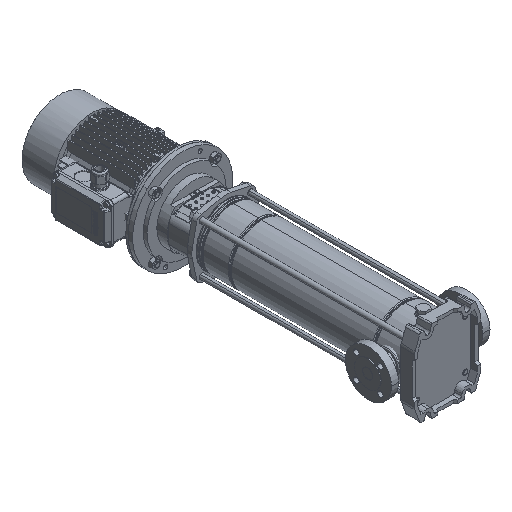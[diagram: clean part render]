
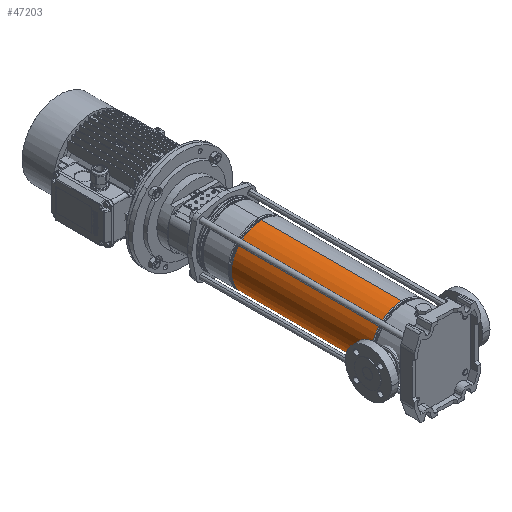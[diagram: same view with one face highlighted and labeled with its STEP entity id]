
A CAD part, isometric view. The second image highlights one B-rep face of the part: STEP entity #47203.
In plain terms, the highlighted cylindrical face has radius 74.9 mm (diameter 149.8 mm), a partial arc.
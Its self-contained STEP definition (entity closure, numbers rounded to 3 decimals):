
#801 = DIRECTION ( 'NONE',  ( 0., 0., -1. ) ) ;
#2025 = AXIS2_PLACEMENT_3D ( 'NONE', #62619, #35086, #5766 ) ;
#4469 = VERTEX_POINT ( 'NONE', #23684 ) ;
#4621 = ORIENTED_EDGE ( 'NONE', *, *, #65830, .F. ) ;
#5766 = DIRECTION ( 'NONE',  ( 1., 0., 0. ) ) ;
#6595 = LINE ( 'NONE', #44856, #30980 ) ;
#7982 = CIRCLE ( 'NONE', #2025, 74.9 ) ;
#11729 = VERTEX_POINT ( 'NONE', #56566 ) ;
#11794 = VERTEX_POINT ( 'NONE', #39456 ) ;
#12884 = ORIENTED_EDGE ( 'NONE', *, *, #57026, .T. ) ;
#13567 = AXIS2_PLACEMENT_3D ( 'NONE', #68238, #33637, #38478 ) ;
#14132 = LINE ( 'NONE', #30080, #73071 ) ;
#19685 = DIRECTION ( 'NONE',  ( 0., 0., -1. ) ) ;
#23684 = CARTESIAN_POINT ( 'NONE',  ( -74.9, 0., 87.279 ) ) ;
#29747 = DIRECTION ( 'NONE',  ( -1., 0., 0. ) ) ;
#30080 = CARTESIAN_POINT ( 'NONE',  ( 74.9, 0., 0. ) ) ;
#30980 = VECTOR ( 'NONE', #67918, 1000. ) ;
#32427 = ORIENTED_EDGE ( 'NONE', *, *, #34378, .T. ) ;
#33637 = DIRECTION ( 'NONE',  ( 0., 0., -1. ) ) ;
#34378 = EDGE_CURVE ( 'NONE', #11729, #11794, #45571, .T. ) ;
#35086 = DIRECTION ( 'NONE',  ( 0., 0., 1. ) ) ;
#35476 = EDGE_CURVE ( 'NONE', #11794, #55467, #14132, .T. ) ;
#38478 = DIRECTION ( 'NONE',  ( 1., 0., 0. ) ) ;
#39456 = CARTESIAN_POINT ( 'NONE',  ( 74.9, 0., 436.721 ) ) ;
#39910 = CARTESIAN_POINT ( 'NONE',  ( 74.9, 0., 87.279 ) ) ;
#44856 = CARTESIAN_POINT ( 'NONE',  ( -74.9, 0., 0. ) ) ;
#45571 = CIRCLE ( 'NONE', #13567, 74.9 ) ;
#47203 = ADVANCED_FACE ( 'NONE', ( #63959 ), #51696, .T. ) ;
#51696 = CYLINDRICAL_SURFACE ( 'NONE', #61404, 74.9 ) ;
#55467 = VERTEX_POINT ( 'NONE', #39910 ) ;
#56566 = CARTESIAN_POINT ( 'NONE',  ( -74.9, 0., 436.721 ) ) ;
#57026 = EDGE_CURVE ( 'NONE', #55467, #4469, #7982, .T. ) ;
#58004 = CARTESIAN_POINT ( 'NONE',  ( 0., 0., 0. ) ) ;
#60350 = ORIENTED_EDGE ( 'NONE', *, *, #35476, .T. ) ;
#61404 = AXIS2_PLACEMENT_3D ( 'NONE', #58004, #801, #29747 ) ;
#62619 = CARTESIAN_POINT ( 'NONE',  ( 0., 0., 87.279 ) ) ;
#63959 = FACE_OUTER_BOUND ( 'NONE', #72032, .T. ) ;
#65830 = EDGE_CURVE ( 'NONE', #11729, #4469, #6595, .T. ) ;
#67918 = DIRECTION ( 'NONE',  ( 0., 0., -1. ) ) ;
#68238 = CARTESIAN_POINT ( 'NONE',  ( 0., 0., 436.721 ) ) ;
#72032 = EDGE_LOOP ( 'NONE', ( #32427, #60350, #12884, #4621 ) ) ;
#73071 = VECTOR ( 'NONE', #19685, 1000. ) ;
